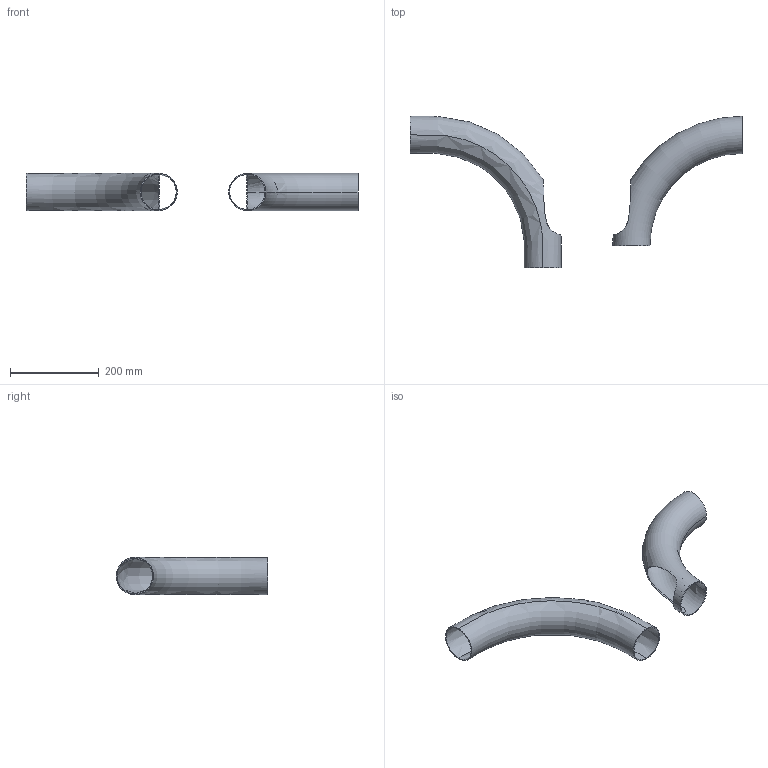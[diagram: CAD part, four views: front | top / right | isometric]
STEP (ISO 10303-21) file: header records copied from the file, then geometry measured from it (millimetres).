
FILE_DESCRIPTION (( 'STEP AP214' ), '1' );
FILE_NAME ('Y-Rohre geschnitten.STEP', '2022-06-25T13:00:32', ( '' ), ( '' ), 'SwSTEP 2.0', 'SolidWorks 2021', '' );
FILE_SCHEMA (( 'AUTOMOTIVE_DESIGN' ));
Length unit declared in the file: millimetre
Products named in the file (1): Y-Rohre geschnitten
Bounding box: 750 x 342 x 84 mm (x, y, z)
Volume: 411127.8 mm3; surface area: 418107.2 mm2
Topology: 2 solids, 2 shells, 16 faces, 38 edges, 24 vertices
Faces by surface type: torus 6, bspline 6, plane 4
Entity records: 19594 total; most frequent: CARTESIAN_POINT 19202, ORIENTED_EDGE 76, DIRECTION 62, EDGE_CURVE 38, AXIS2_PLACEMENT_3D 31, VERTEX_POINT 24, EDGE_LOOP 22, CIRCLE 20
